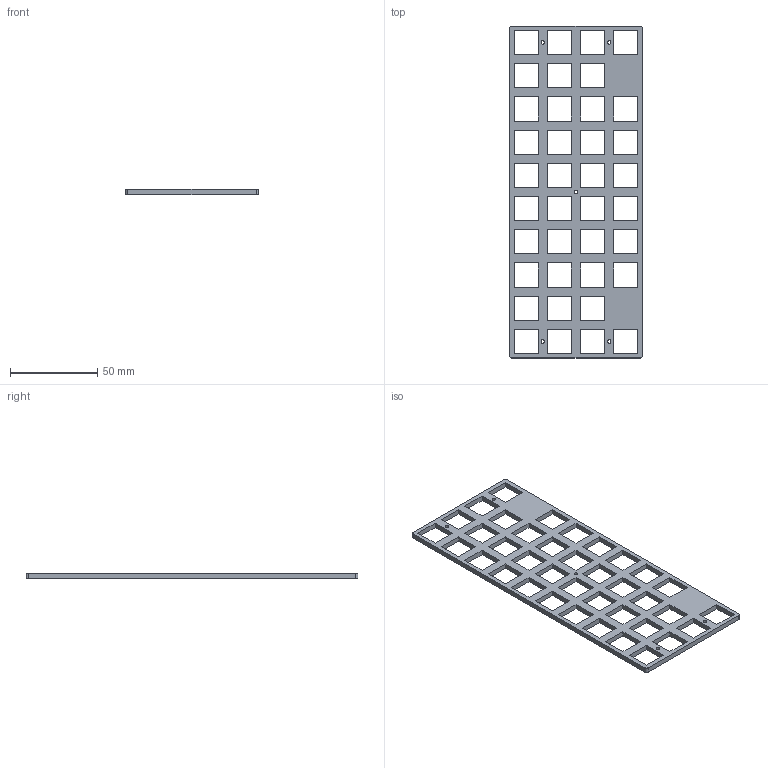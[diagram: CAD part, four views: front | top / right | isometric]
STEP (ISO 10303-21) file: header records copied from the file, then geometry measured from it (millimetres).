
FILE_DESCRIPTION(('HOOPS Exchange Step'),'2;1');
FILE_NAME('temp_export','2022-09-21T15:37:53-04:00',('mobile'),('Shapr3D Limited'),'HOOPS Exchange 2022.1','Shapr3D','Authorized');
FILE_SCHEMA( ('AP203_CONFIGURATION_CONTROLLED_3D_DESIGN_OF_MECHANICAL_PARTS_AND_ASSEMBLIES_MIM_LF') );
Length unit declared in the file: millimetre
Products named in the file (1): Plate (38)
Bounding box: 75.85 x 189.85 x 3 mm (x, y, z)
Volume: 21281.5 mm3; surface area: 22185.2 mm2
Topology: 1 solids, 1 shells, 167 faces, 495 edges, 330 vertices
Faces by surface type: plane 158, cylinder 9
Full cylindrical faces by diameter (mm): 2 x5
Entity records: 5683 total; most frequent: CARTESIAN_POINT 993, ORIENTED_EDGE 990, DIRECTION 849, EDGE_CURVE 495, VECTOR 477, LINE 477, VERTEX_POINT 330, EDGE_LOOP 253
